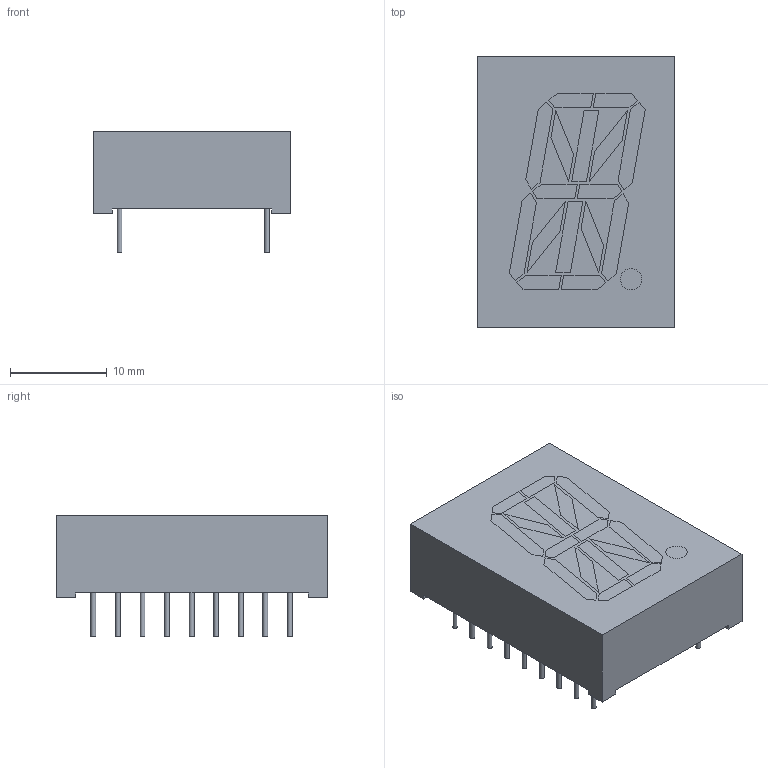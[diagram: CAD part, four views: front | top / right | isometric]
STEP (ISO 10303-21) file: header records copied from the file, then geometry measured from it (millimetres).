
FILE_DESCRIPTION(('FreeCAD Model'),'2;1');
FILE_NAME('digit.step','2019-10-31T12:45:57',('Author'),(''), 'Open CASCADE STEP processor 6.8','FreeCAD','Unknown');
FILE_SCHEMA(('AUTOMOTIVE_DESIGN { 1 0 10303 214 1 1 1 1 }'));
Length unit declared in the file: millimetre
Products named in the file (3): Array; Cut; Body004
Bounding box: 20.45 x 28.08 x 12.5 mm (x, y, z)
Volume: 4357.1 mm3; surface area: 5690.5 mm2
Topology: 20 solids, 20 shells, 301 faces, 782 edges, 574 vertices
Faces by surface type: plane 281, cylinder 20
Full cylindrical faces by diameter (mm): 0.5 x18, 2.2 x2
Entity records: 10392 total; most frequent: CARTESIAN_POINT 1658, ORIENTED_EDGE 1564, DIRECTION 1428, EDGE_CURVE 782, LINE 740, VECTOR 740, VERTEX_POINT 574, FACE_BOUND 386
